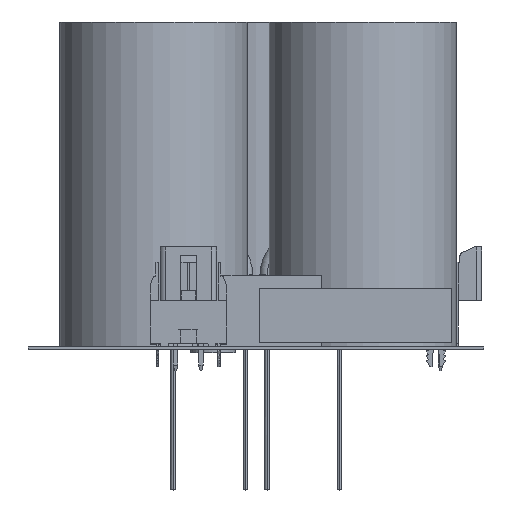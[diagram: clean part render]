
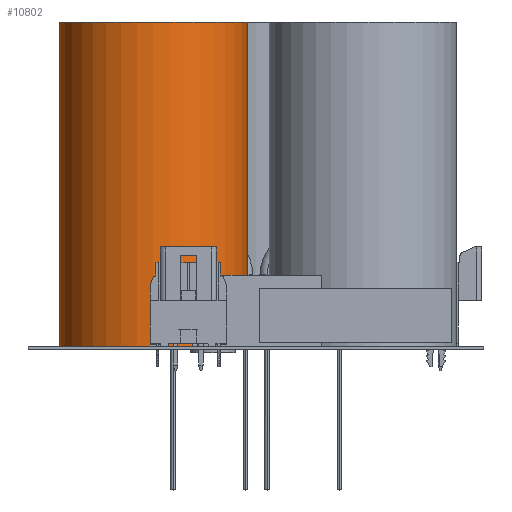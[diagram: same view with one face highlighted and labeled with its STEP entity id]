
A CAD part, left-side view. The second image highlights one B-rep face of the part: STEP entity #10802.
In plain terms, the highlighted cylindrical face has radius 13 mm (diameter 26 mm), a full revolution.
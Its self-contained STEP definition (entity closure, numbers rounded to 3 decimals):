
#10802 = ADVANCED_FACE('',(#10803),#10830,.T.);
#10803 = FACE_BOUND('',#10804,.T.);
#10804 = EDGE_LOOP('',(#10805,#10814,#10822,#10829));
#10805 = ORIENTED_EDGE('',*,*,#10806,.T.);
#10806 = EDGE_CURVE('',#10807,#10807,#10809,.T.);
#10807 = VERTEX_POINT('',#10808);
#10808 = CARTESIAN_POINT('',(13.,0.,0.));
#10809 = CIRCLE('',#10810,13.);
#10810 = AXIS2_PLACEMENT_3D('',#10811,#10812,#10813);
#10811 = CARTESIAN_POINT('',(0.,0.,0.));
#10812 = DIRECTION('',(0.,0.,1.));
#10813 = DIRECTION('',(1.,0.,0.));
#10814 = ORIENTED_EDGE('',*,*,#10815,.T.);
#10815 = EDGE_CURVE('',#10807,#10816,#10818,.T.);
#10816 = VERTEX_POINT('',#10817);
#10817 = CARTESIAN_POINT('',(13.,0.,45.));
#10818 = LINE('',#10819,#10820);
#10819 = CARTESIAN_POINT('',(13.,0.,0.));
#10820 = VECTOR('',#10821,1.);
#10821 = DIRECTION('',(0.,0.,1.));
#10822 = ORIENTED_EDGE('',*,*,#10823,.F.);
#10823 = EDGE_CURVE('',#10816,#10816,#10824,.T.);
#10824 = CIRCLE('',#10825,13.);
#10825 = AXIS2_PLACEMENT_3D('',#10826,#10827,#10828);
#10826 = CARTESIAN_POINT('',(0.,0.,45.));
#10827 = DIRECTION('',(0.,0.,1.));
#10828 = DIRECTION('',(1.,0.,0.));
#10829 = ORIENTED_EDGE('',*,*,#10815,.F.);
#10830 = CYLINDRICAL_SURFACE('',#10831,13.);
#10831 = AXIS2_PLACEMENT_3D('',#10832,#10833,#10834);
#10832 = CARTESIAN_POINT('',(0.,0.,0.));
#10833 = DIRECTION('',(0.,0.,-1.));
#10834 = DIRECTION('',(1.,0.,0.));
